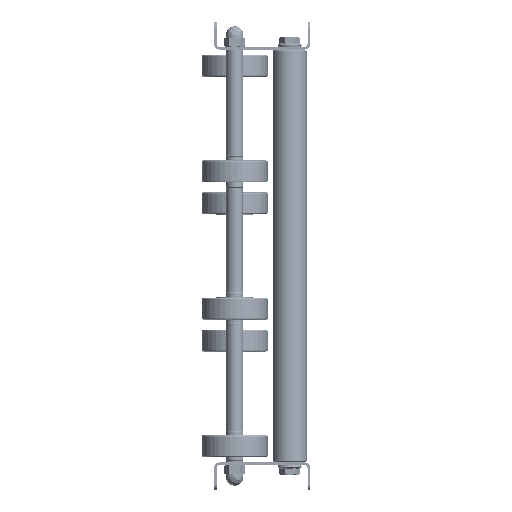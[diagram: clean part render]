
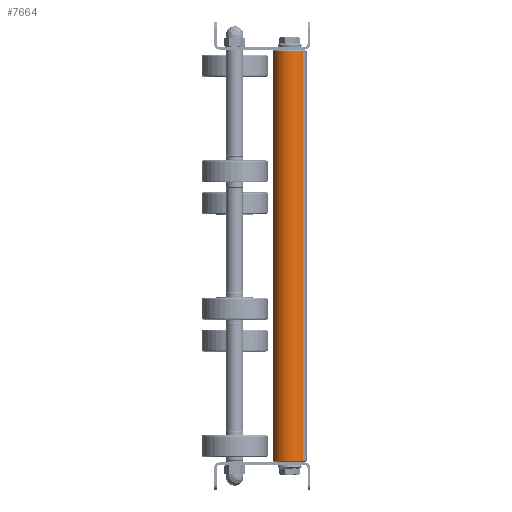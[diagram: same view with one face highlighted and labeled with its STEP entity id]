
A CAD part, left-side view. The second image highlights one B-rep face of the part: STEP entity #7664.
In plain terms, the highlighted cylindrical face has radius 12.5 mm (diameter 25 mm), a partial arc.
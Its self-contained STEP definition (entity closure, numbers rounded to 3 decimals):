
#228 = DIRECTION ( 'NONE',  ( 0., 0., -1. ) ) ;
#475 = CARTESIAN_POINT ( 'NONE',  ( 300., 0., 12.5 ) ) ;
#3996 = CYLINDRICAL_SURFACE ( 'NONE', #8963, 12.5 ) ;
#4439 = EDGE_LOOP ( 'NONE', ( #14388, #9420, #7642, #34072 ) ) ;
#5827 = VECTOR ( 'NONE', #16372, 1000. ) ;
#6056 = CARTESIAN_POINT ( 'NONE',  ( 1., 0., 12.5 ) ) ;
#7642 = ORIENTED_EDGE ( 'NONE', *, *, #40502, .T. ) ;
#7664 = ADVANCED_FACE ( 'NONE', ( #26764 ), #3996, .T. ) ;
#7776 = VERTEX_POINT ( 'NONE', #17724 ) ;
#8963 = AXIS2_PLACEMENT_3D ( 'NONE', #20091, #9593, #19892 ) ;
#9420 = ORIENTED_EDGE ( 'NONE', *, *, #20395, .T. ) ;
#9593 = DIRECTION ( 'NONE',  ( -1., 0., 0. ) ) ;
#11593 = VERTEX_POINT ( 'NONE', #19826 ) ;
#13368 = EDGE_CURVE ( 'NONE', #15022, #11593, #36547, .T. ) ;
#14388 = ORIENTED_EDGE ( 'NONE', *, *, #38232, .F. ) ;
#15022 = VERTEX_POINT ( 'NONE', #6056 ) ;
#16372 = DIRECTION ( 'NONE',  ( -1., 0., 0. ) ) ;
#17417 = CARTESIAN_POINT ( 'NONE',  ( 299., 0., 12.5 ) ) ;
#17724 = CARTESIAN_POINT ( 'NONE',  ( 299., 0., -12.5 ) ) ;
#19189 = CIRCLE ( 'NONE', #30152, 12.5 ) ;
#19826 = CARTESIAN_POINT ( 'NONE',  ( 1., 0., -12.5 ) ) ;
#19892 = DIRECTION ( 'NONE',  ( 0., 0., 1. ) ) ;
#20091 = CARTESIAN_POINT ( 'NONE',  ( 300., 0., 0. ) ) ;
#20395 = EDGE_CURVE ( 'NONE', #7776, #29719, #19189, .T. ) ;
#22587 = DIRECTION ( 'NONE',  ( -1., 0., 0. ) ) ;
#25220 = CARTESIAN_POINT ( 'NONE',  ( 1., 0., 0. ) ) ;
#25799 = CARTESIAN_POINT ( 'NONE',  ( 299., 0., 0. ) ) ;
#26764 = FACE_OUTER_BOUND ( 'NONE', #4439, .T. ) ;
#29249 = CARTESIAN_POINT ( 'NONE',  ( 300., 0., -12.5 ) ) ;
#29719 = VERTEX_POINT ( 'NONE', #17417 ) ;
#30152 = AXIS2_PLACEMENT_3D ( 'NONE', #25799, #22587, #228 ) ;
#32040 = DIRECTION ( 'NONE',  ( -1., 0., 0. ) ) ;
#32876 = DIRECTION ( 'NONE',  ( 0., 0., -1. ) ) ;
#34072 = ORIENTED_EDGE ( 'NONE', *, *, #13368, .T. ) ;
#35280 = LINE ( 'NONE', #29249, #41918 ) ;
#36547 = CIRCLE ( 'NONE', #40053, 12.5 ) ;
#38232 = EDGE_CURVE ( 'NONE', #7776, #11593, #35280, .T. ) ;
#38521 = DIRECTION ( 'NONE',  ( 1., 0., 0. ) ) ;
#40053 = AXIS2_PLACEMENT_3D ( 'NONE', #25220, #38521, #32876 ) ;
#40502 = EDGE_CURVE ( 'NONE', #29719, #15022, #42347, .T. ) ;
#41918 = VECTOR ( 'NONE', #32040, 1000. ) ;
#42347 = LINE ( 'NONE', #475, #5827 ) ;
